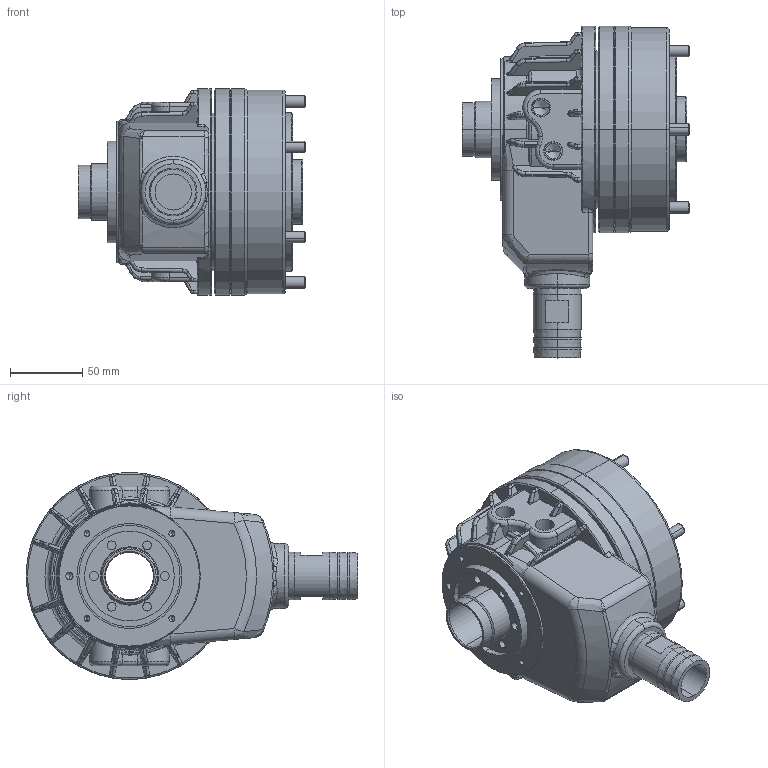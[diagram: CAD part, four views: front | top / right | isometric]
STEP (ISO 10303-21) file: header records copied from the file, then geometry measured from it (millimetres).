
FILE_DESCRIPTION (( 'STEP AP203' ), '1' );
FILE_NAME ('CF-TK-A533.STEP', '2020-08-26T03:21:44', ( '' ), ( '' ), 'SwSTEP 2.0', 'SolidWorks 2016', '' );
FILE_SCHEMA (( 'CONFIG_CONTROL_DESIGN' ));
Length unit declared in the file: millimetre
Products named in the file (9): CF-TK-533後柵環; CF-TK-A533; CF-TK-A533-03000; CF-TK-533-01000; CF-TK-A533-05000; CF-TK-A533-04000; 圓頭內六角螺栓_M8x55; O-RING_S35; CT-08洩油管
Assembly tree (13 placements, depth 2):
  CF-TK-A533
    CF-TK-A533-03000
    CF-TK-533-01000
    CF-TK-A533-05000
    CF-TK-A533-04000
    圓頭內六角螺栓_M8x55  x6
    O-RING_S35
    CT-08洩油管
    CF-TK-533後柵環
Bounding box: 157 x 229.5 x 143 mm (x, y, z)
Volume: 1646355.2 mm3; surface area: 303846.1 mm2
Topology: 13 solids, 13 shells, 994 faces, 2435 edges, 1496 vertices
Faces by surface type: cylinder 404, plane 264, bspline 137, cone 113, torus 76
Entity records: 32110 total; most frequent: CARTESIAN_POINT 11301, ORIENTED_EDGE 4266, DIRECTION 4049, EDGE_CURVE 2133, AXIS2_PLACEMENT_3D 1680, VERTEX_POINT 1331, EDGE_LOOP 994, CIRCLE 932
